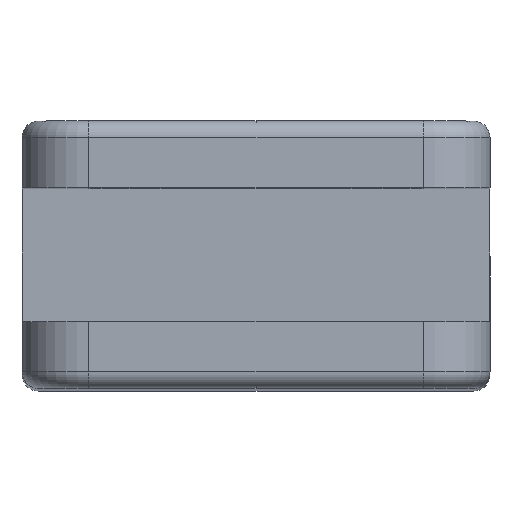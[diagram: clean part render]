
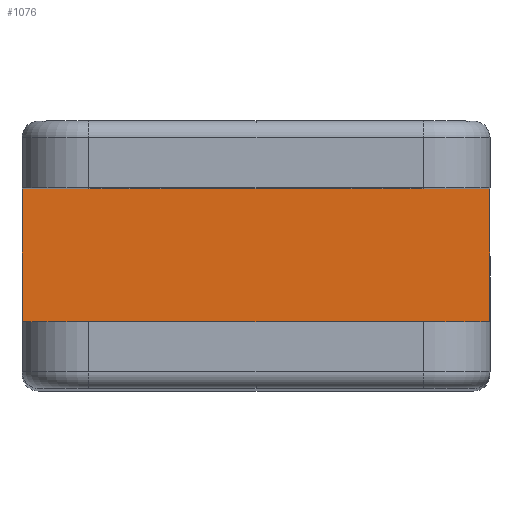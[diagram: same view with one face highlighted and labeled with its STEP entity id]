
A CAD part, top view. The second image highlights one B-rep face of the part: STEP entity #1076.
In plain terms, the highlighted planar face has unit normal (0, 0, 1).
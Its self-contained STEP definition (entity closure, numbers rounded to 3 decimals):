
#38 = LINE ( 'NONE', #849, #150 ) ;
#75 = EDGE_CURVE ( 'NONE', #432, #1123, #542, .T. ) ;
#79 = AXIS2_PLACEMENT_3D ( 'NONE', #253, #877, #318 ) ;
#92 = DIRECTION ( 'NONE',  ( 0., 1., 0. ) ) ;
#111 = ORIENTED_EDGE ( 'NONE', *, *, #75, .F. ) ;
#121 = VECTOR ( 'NONE', #279, 1000. ) ;
#138 = LINE ( 'NONE', #1116, #121 ) ;
#150 = VECTOR ( 'NONE', #283, 1000. ) ;
#152 = PLANE ( 'NONE',  #79 ) ;
#207 = CARTESIAN_POINT ( 'NONE',  ( 70., 20., -150. ) ) ;
#248 = VERTEX_POINT ( 'NONE', #207 ) ;
#253 = CARTESIAN_POINT ( 'NONE',  ( -130., 20., -150. ) ) ;
#279 = DIRECTION ( 'NONE',  ( 1., 0., 0. ) ) ;
#280 = VERTEX_POINT ( 'NONE', #397 ) ;
#283 = DIRECTION ( 'NONE',  ( 1., 0., 0. ) ) ;
#312 = FACE_OUTER_BOUND ( 'NONE', #533, .T. ) ;
#318 = DIRECTION ( 'NONE',  ( -1., 0., 0. ) ) ;
#397 = CARTESIAN_POINT ( 'NONE',  ( 70., 60., -150. ) ) ;
#432 = VERTEX_POINT ( 'NONE', #597 ) ;
#459 = ORIENTED_EDGE ( 'NONE', *, *, #747, .F. ) ;
#486 = ORIENTED_EDGE ( 'NONE', *, *, #771, .T. ) ;
#533 = EDGE_LOOP ( 'NONE', ( #618, #486, #459, #111 ) ) ;
#542 = LINE ( 'NONE', #566, #831 ) ;
#566 = CARTESIAN_POINT ( 'NONE',  ( -70., 80., -150. ) ) ;
#597 = CARTESIAN_POINT ( 'NONE',  ( -70., 20., -150. ) ) ;
#618 = ORIENTED_EDGE ( 'NONE', *, *, #813, .T. ) ;
#668 = DIRECTION ( 'NONE',  ( 0., 1., 0. ) ) ;
#747 = EDGE_CURVE ( 'NONE', #1123, #280, #138, .T. ) ;
#771 = EDGE_CURVE ( 'NONE', #248, #280, #925, .T. ) ;
#813 = EDGE_CURVE ( 'NONE', #432, #248, #38, .T. ) ;
#831 = VECTOR ( 'NONE', #92, 1000. ) ;
#849 = CARTESIAN_POINT ( 'NONE',  ( -130., 20., -150. ) ) ;
#877 = DIRECTION ( 'NONE',  ( 0., 0., -1. ) ) ;
#925 = LINE ( 'NONE', #1037, #970 ) ;
#970 = VECTOR ( 'NONE', #668, 1000. ) ;
#1037 = CARTESIAN_POINT ( 'NONE',  ( 70., 20., -150. ) ) ;
#1076 = ADVANCED_FACE ( 'NONE', ( #312 ), #152, .F. ) ;
#1116 = CARTESIAN_POINT ( 'NONE',  ( -130., 60., -150. ) ) ;
#1123 = VERTEX_POINT ( 'NONE', #1141 ) ;
#1141 = CARTESIAN_POINT ( 'NONE',  ( -70., 60., -150. ) ) ;
